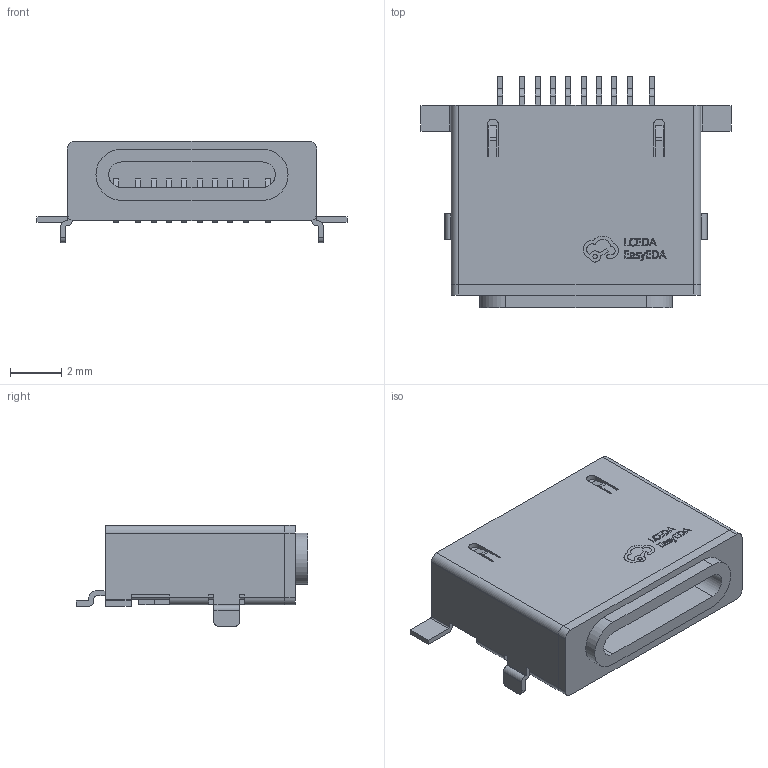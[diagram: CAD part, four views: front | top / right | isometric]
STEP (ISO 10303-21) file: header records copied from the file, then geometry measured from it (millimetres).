
FILE_DESCRIPTION (( 'STEP AP214' ), '1' );
FILE_NAME ('USB-SMD-LIGHTNING_USB-PG.step', '2022-07-15T09:43:39', ( '' ), ( '' ), 'SwSTEP 2.0', 'SolidWorks 2020', '' );
FILE_SCHEMA (( 'AUTOMOTIVE_DESIGN' ));
Length unit declared in the file: millimetre
Products named in the file (1): USB-SMD-LIGHTNING_USB-PG
Bounding box: 12.1 x 9.05 x 3.95 mm (x, y, z)
Volume: 190.4 mm3; surface area: 684.2 mm2
Topology: 15 solids, 15 shells, 613 faces, 1704 edges, 1136 vertices
Faces by surface type: plane 425, bspline 112, cylinder 76
Entity records: 27169 total; most frequent: CARTESIAN_POINT 5214, ORIENTED_EDGE 3408, DIRECTION 2587, EDGE_CURVE 1704, VECTOR 1275, LINE 1275, VERTEX_POINT 1136, AXIS2_PLACEMENT_3D 656
